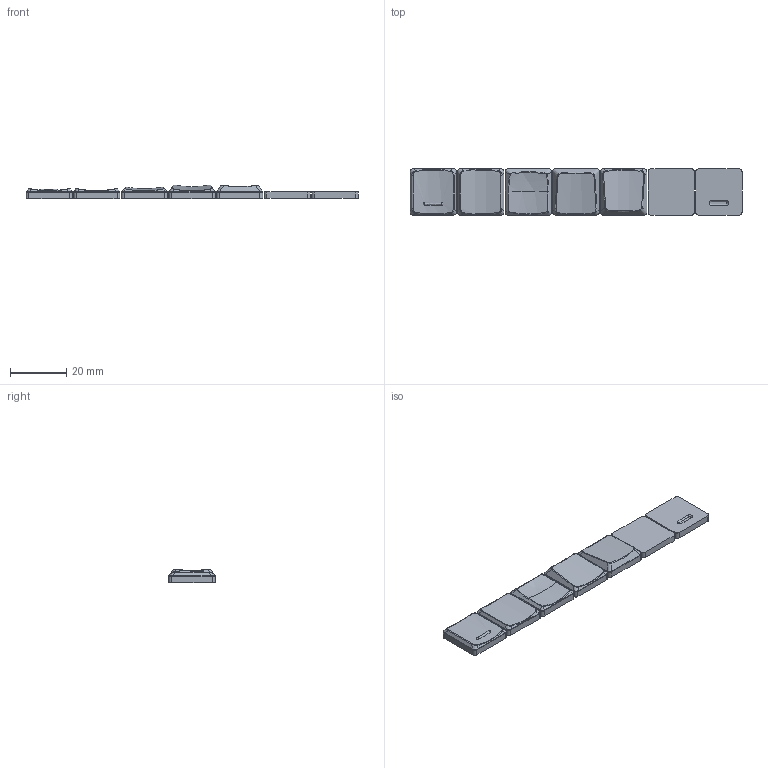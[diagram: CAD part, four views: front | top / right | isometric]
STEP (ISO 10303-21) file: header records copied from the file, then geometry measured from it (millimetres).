
FILE_DESCRIPTION(/* description */ ('Open CASCADE Model'),/* implementation_level */ '2;1');
FILE_NAME(/* name */ 'MK5 keycaps v31 1425 1 piece for mjf.step',/* time_stamp */ '2025-07-08T12:25:51-04:00',/* author */ (''),/* organization */ (''),/* preprocessor_version */ 'ST-DEVELOPER v20.1',/* originating_system */ 'Autodesk Translation Framework v14.10.0.0',/* authorisation */ '');
FILE_SCHEMA (('AUTOMOTIVE_DESIGN { 1 0 10303 214 3 1 1 }'));
Length unit declared in the file: millimetre
Products named in the file (1): Open CASCADE STEP translator 7.5 1
Bounding box: 118.49 x 16.52 x 4.83 mm (x, y, z)
Volume: 3001.7 mm3; surface area: 6032.5 mm2
Topology: 7 solids, 7 shells, 640 faces, 1606 edges, 1030 vertices
Faces by surface type: plane 403, cylinder 113, bspline 105, cone 13, sphere 3, torus 3
Entity records: 21349 total; most frequent: CARTESIAN_POINT 6419, ORIENTED_EDGE 3210, DIRECTION 2800, EDGE_CURVE 1605, LINE 1112, VECTOR 1112, VERTEX_POINT 1030, AXIS2_PLACEMENT_3D 844
